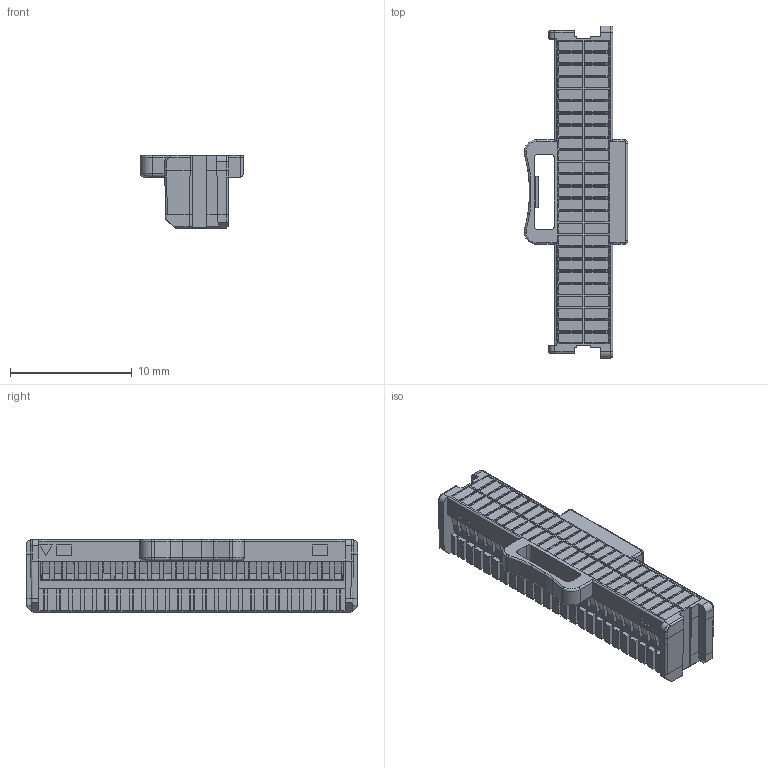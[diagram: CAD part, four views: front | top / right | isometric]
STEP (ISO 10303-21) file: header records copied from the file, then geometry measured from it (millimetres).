
FILE_DESCRIPTION(('CoCreate Modeling STEP Export'),'2;1');
FILE_NAME('DF50S-50DS-1C.stp','2013-03-28T20:55:00',(''),(''),'CoCreate Modeling STEP processor for AP214 (Solid Model)','CoCreate Modeling 17.0 01-Apr-2010 (C) Parametric Technology GmbH','');
FILE_SCHEMA(('AUTOMOTIVE_DESIGN { 1 0 10303 214 1 1 1 1 }'));
Products named in the file (1): DF50S-50DS-1C
Bounding box: 8.5 x 27.28 x 6 mm (x, y, z)
Volume: 663 mm3; surface area: 851.9 mm2
Topology: 1 solids, 1 shells, 1461 faces, 3946 edges, 2540 vertices
Faces by surface type: plane 1240, cylinder 203, torus 18
Entity records: 50649 total; most frequent: CARTESIAN_POINT 14748, ORIENTED_EDGE 7892, DIRECTION 6588, EDGE_CURVE 3946, VECTOR 3516, LINE 3516, VERTEX_POINT 2540, AXIS2_PLACEMENT_3D 1536
